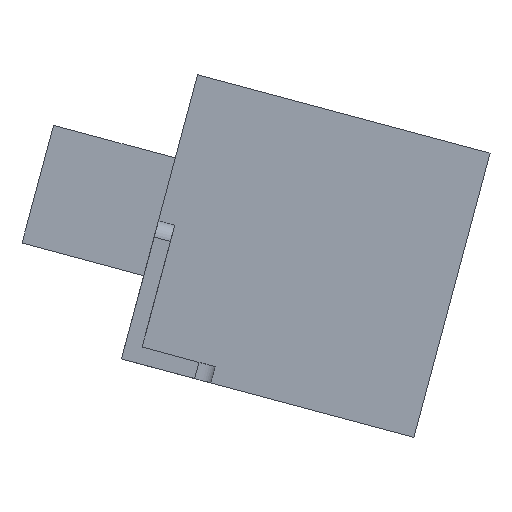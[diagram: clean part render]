
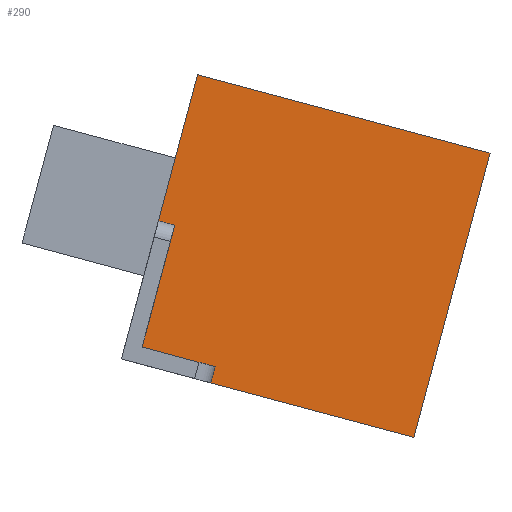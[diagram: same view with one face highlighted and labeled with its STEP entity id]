
A CAD part, front view. The second image highlights one B-rep face of the part: STEP entity #290.
In plain terms, the highlighted planar face has unit normal (0, -1, 0).
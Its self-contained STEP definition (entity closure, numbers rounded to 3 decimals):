
#32=CARTESIAN_POINT('',(-23.011,5.2,-1.509));
#33=VERTEX_POINT('',#32);
#66=CARTESIAN_POINT('',(-19.727,5.2,-2.389));
#67=VERTEX_POINT('',#66);
#74=CARTESIAN_POINT('',(-23.011,5.2,-1.509));
#75=DIRECTION('',(0.966,0.,-0.259));
#76=VECTOR('',#75,3.4);
#77=LINE('',#74,#76);
#78=EDGE_CURVE('',#33,#67,#77,.T.);
#234=CARTESIAN_POINT('',(-18.821,5.2,0.992));
#235=VERTEX_POINT('',#234);
#242=CARTESIAN_POINT('',(-18.821,5.2,0.992));
#243=DIRECTION('',(-0.259,0.,-0.966));
#244=VECTOR('',#243,3.5);
#245=LINE('',#242,#244);
#246=EDGE_CURVE('',#235,#67,#245,.T.);
#251=CARTESIAN_POINT('',(-20.56,5.2,1.458));
#252=DIRECTION('',(0.,-1.,0.));
#253=DIRECTION('',(0.259,0.,0.966));
#254=AXIS2_PLACEMENT_3D('',#251,#252,#253);
#255=PLANE('',#254);
#256=CARTESIAN_POINT('',(-22.571,5.2,0.133));
#257=VERTEX_POINT('',#256);
#258=CARTESIAN_POINT('',(-22.571,5.2,0.133));
#259=DIRECTION('',(-0.259,0.,-0.966));
#260=VECTOR('',#259,1.7);
#261=LINE('',#258,#260);
#262=EDGE_CURVE('',#257,#33,#261,.T.);
#263=ORIENTED_EDGE('',*,*,#262,.T.);
#264=ORIENTED_EDGE('',*,*,#78,.T.);
#265=ORIENTED_EDGE('',*,*,#246,.F.);
#266=CARTESIAN_POINT('',(-22.299,5.2,1.924));
#267=VERTEX_POINT('',#266);
#268=CARTESIAN_POINT('',(-22.299,5.2,1.924));
#269=DIRECTION('',(0.966,0.,-0.259));
#270=VECTOR('',#269,3.6);
#271=LINE('',#268,#270);
#272=EDGE_CURVE('',#267,#235,#271,.T.);
#273=ORIENTED_EDGE('',*,*,#272,.F.);
#274=CARTESIAN_POINT('',(-22.765,5.2,0.185));
#275=VERTEX_POINT('',#274);
#276=CARTESIAN_POINT('',(-22.299,5.2,1.924));
#277=DIRECTION('',(-0.259,0.,-0.966));
#278=VECTOR('',#277,1.8);
#279=LINE('',#276,#278);
#280=EDGE_CURVE('',#267,#275,#279,.T.);
#281=ORIENTED_EDGE('',*,*,#280,.T.);
#282=CARTESIAN_POINT('',(-22.571,5.2,0.133));
#283=DIRECTION('',(-0.966,0.,0.259));
#284=VECTOR('',#283,0.2);
#285=LINE('',#282,#284);
#286=EDGE_CURVE('',#257,#275,#285,.T.);
#287=ORIENTED_EDGE('',*,*,#286,.F.);
#288=EDGE_LOOP('',(#263,#264,#265,#273,#281,#287));
#289=FACE_BOUND('',#288,.T.);
#290=ADVANCED_FACE('',(#289),#255,.T.);
